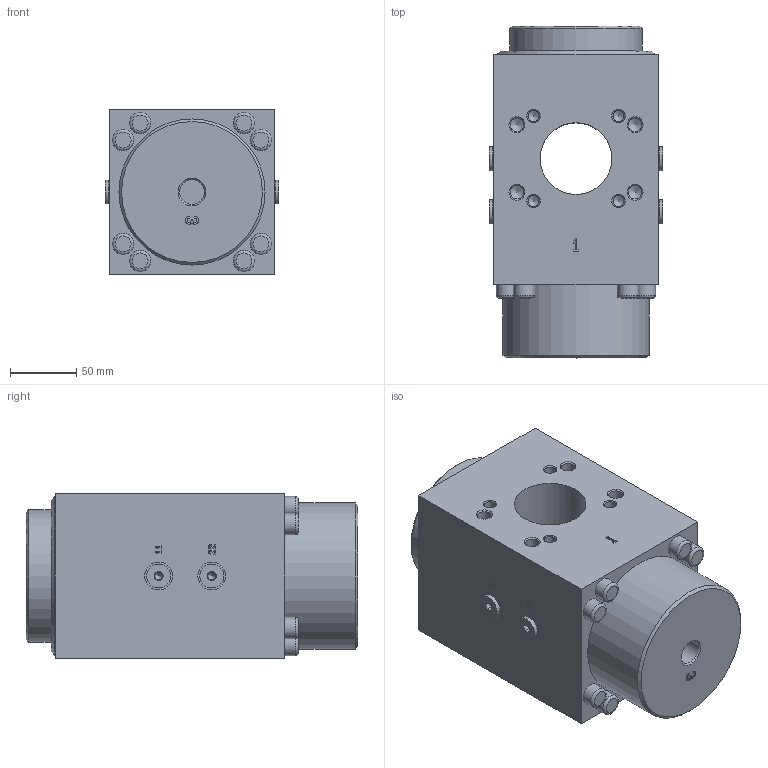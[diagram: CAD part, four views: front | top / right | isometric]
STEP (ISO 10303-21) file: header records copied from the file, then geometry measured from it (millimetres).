
FILE_DESCRIPTION(/* description */ ('STEP AP214'),/* implementation_level */ '2;1');
FILE_NAME(/* name */ '1629205_PVEL-P-124-HP7',/* time_stamp */ '2024-09-14T00:39:21+02:00',/* author */ ('License CC BY-ND 4.0'),/* organization */ ('CADENAS'),/* preprocessor_version */ 'ST-DEVELOPER v19.3',/* originating_system */ 'PARTsolutions',/* authorisation */ ' ');
FILE_SCHEMA (('AUTOMOTIVE_DESIGN {1 0 10303 214 3 1 1}'));
Length unit declared in the file: millimetre
Products named in the file (3): 1629205 PVEL-P-124-HP7; 1629205 PVEL-P-124-HP7---(geh); DIN-908 G1/4A
Assembly tree (5 placements, depth 2):
  1629205 PVEL-P-124-HP7
    1629205 PVEL-P-124-HP7---(geh)
    DIN-908 G1/4A  x4
Bounding box: 131 x 249.8 x 124 mm (x, y, z)
Volume: 3056171.5 mm3; surface area: 183539.6 mm2
Topology: 5 solids, 5 shells, 372 faces, 888 edges, 576 vertices
Faces by surface type: plane 202, cone 82, cylinder 75, torus 13
Full cylindrical faces by diameter (mm): 7.9 x4, 8.376 x8, 10.106 x8, 11.445 x5, 13 x4, 13.157 x4, 15 x4, 16 x8, 18 x4, 18.631 x1, 21 x4, 54 x1, 100 x1, 110 x1
Entity records: 8043 total; most frequent: CARTESIAN_POINT 1397, DIRECTION 1363, ORIENTED_EDGE 1160, EDGE_CURVE 580, AXIS2_PLACEMENT_3D 485, FACE_BOUND 473, EDGE_LOOP 455, VERTEX_POINT 451
